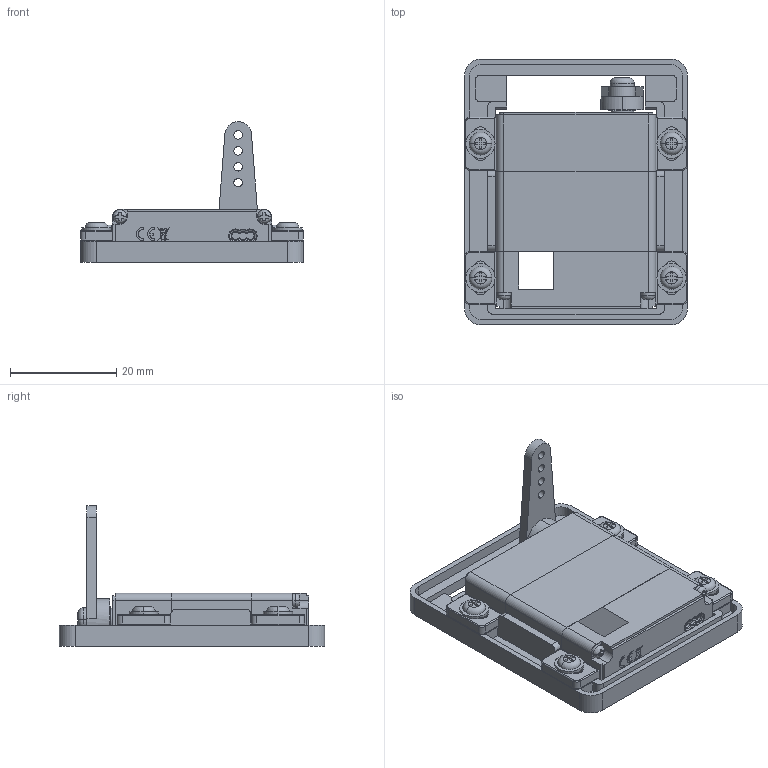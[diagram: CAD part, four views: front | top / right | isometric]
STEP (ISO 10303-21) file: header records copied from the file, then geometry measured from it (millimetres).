
FILE_DESCRIPTION((''),'2;1');
FILE_NAME('D145SW_ASM','2017-08-25T',('jaejin_'),(''),'CREO PARAMETRIC BY PTC INC, 2014440','CREO PARAMETRIC BY PTC INC, 2014440','');
FILE_SCHEMA(('CONFIG_CONTROL_DESIGN'));
Length unit declared in the file: millimetre
Products named in the file (11): D145M; D145T; D145L; D145MG5; TRAY; 120202000073_18A_CPH_T1_7XL30; 120217000003_M23_ML; 120204000003_A26_5_7X2_7; 120201000024_18A_CBHM2_3X8; 120202000144_18A_WCBH_T2XL5; D145SW_ASM
Assembly tree (16 placements, depth 2):
  D145SW_ASM
    D145M
    D145T
    D145L
    D145MG5
    TRAY
    120202000073_18A_CPH_T1_7XL30  x4
    120217000003_M23_ML
    120204000003_A26_5_7X2_7
    120201000024_18A_CBHM2_3X8
    120202000144_18A_WCBH_T2XL5  x4
Bounding box: 42 x 50 x 26.5 mm (x, y, z)
Volume: 12190.5 mm3; surface area: 12370.1 mm2
Topology: 16 solids, 16 shells, 1469 faces, 3958 edges, 2570 vertices
Faces by surface type: plane 769, cylinder 475, bspline 90, cone 81, torus 42, sphere 12
Entity records: 54088 total; most frequent: CARTESIAN_POINT 15514, ORIENTED_EDGE 6154, DIRECTION 5745, PRESENTATION_STYLE_ASSIGNMENT 3126, STYLED_ITEM 3120, CURVE_STYLE 3077, EDGE_CURVE 3077, VERTEX_POINT 2009
